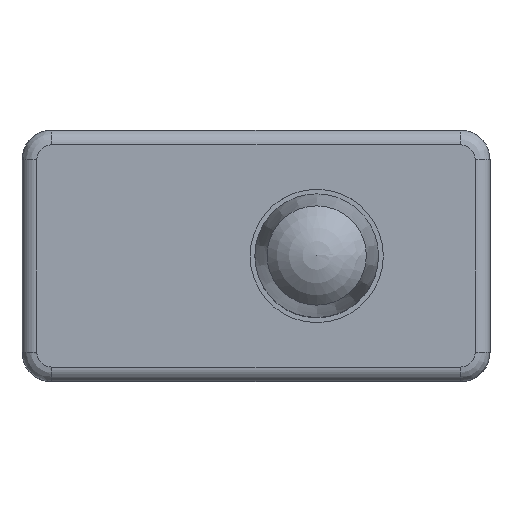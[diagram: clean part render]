
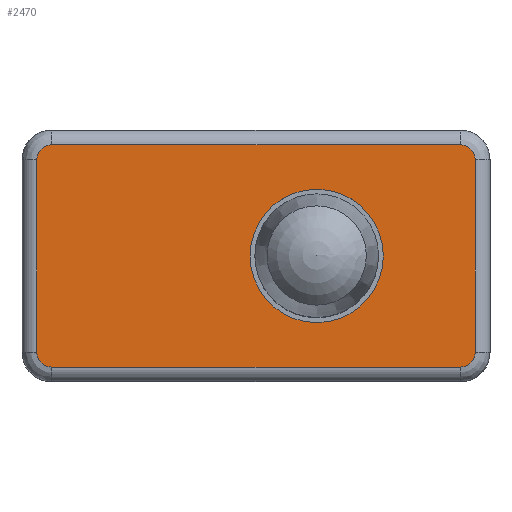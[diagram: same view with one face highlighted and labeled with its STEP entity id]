
A CAD part, top view. The second image highlights one B-rep face of the part: STEP entity #2470.
In plain terms, the highlighted planar face has unit normal (0, 0, 1).
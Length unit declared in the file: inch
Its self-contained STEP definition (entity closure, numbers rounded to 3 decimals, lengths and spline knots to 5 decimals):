
#2022=CARTESIAN_POINT('',(-0.70472,0.29528,0.07874));
#2023=VERTEX_POINT('',#2022);
#2031=CARTESIAN_POINT('',(0.38189,0.29528,0.07874));
#2032=VERTEX_POINT('',#2031);
#2033=CARTESIAN_POINT('',(-0.70472,0.29528,0.07874));
#2034=DIRECTION('',(1.0,0.0,0.0));
#2035=VECTOR('',#2034,1.08661);
#2036=LINE('',#2033,#2035);
#2037=EDGE_CURVE('',#2023,#2032,#2036,.T.);
#2076=CARTESIAN_POINT('',(-0.74409,0.25591,0.07874));
#2077=VERTEX_POINT('',#2076);
#2085=CARTESIAN_POINT('',(-0.70472,0.25591,0.07874));
#2086=DIRECTION('',(0.0,0.0,-1.0));
#2087=DIRECTION('',(-0.707,0.707,0.0));
#2088=AXIS2_PLACEMENT_3D('',#2085,#2086,#2087);
#2089=CIRCLE('',#2088,0.03937);
#2090=EDGE_CURVE('',#2077,#2023,#2089,.T.);
#2126=CARTESIAN_POINT('',(0.42126,0.25591,0.07874));
#2127=VERTEX_POINT('',#2126);
#2145=CARTESIAN_POINT('',(0.38189,0.25591,0.07874));
#2146=DIRECTION('',(0.0,0.0,-1.0));
#2147=DIRECTION('',(0.707,0.707,0.0));
#2148=AXIS2_PLACEMENT_3D('',#2145,#2146,#2147);
#2149=CIRCLE('',#2148,0.03937);
#2150=EDGE_CURVE('',#2032,#2127,#2149,.T.);
#2162=CARTESIAN_POINT('',(-0.74409,-0.25591,0.07874));
#2163=VERTEX_POINT('',#2162);
#2171=CARTESIAN_POINT('',(-0.74409,-0.25591,0.07874));
#2172=DIRECTION('',(0.0,1.0,0.0));
#2173=VECTOR('',#2172,0.51181);
#2174=LINE('',#2171,#2173);
#2175=EDGE_CURVE('',#2163,#2077,#2174,.T.);
#2192=CARTESIAN_POINT('',(0.42126,-0.25591,0.07874));
#2193=VERTEX_POINT('',#2192);
#2210=CARTESIAN_POINT('',(0.42126,0.25591,0.07874));
#2211=DIRECTION('',(0.0,-1.0,0.0));
#2212=VECTOR('',#2211,0.51181);
#2213=LINE('',#2210,#2212);
#2214=EDGE_CURVE('',#2127,#2193,#2213,.T.);
#2238=CARTESIAN_POINT('',(-0.70472,-0.29528,0.07874));
#2239=VERTEX_POINT('',#2238);
#2247=CARTESIAN_POINT('',(-0.70472,-0.25591,0.07874));
#2248=DIRECTION('',(0.0,0.0,-1.0));
#2249=DIRECTION('',(-0.707,-0.707,0.0));
#2250=AXIS2_PLACEMENT_3D('',#2247,#2248,#2249);
#2251=CIRCLE('',#2250,0.03937);
#2252=EDGE_CURVE('',#2239,#2163,#2251,.T.);
#2288=CARTESIAN_POINT('',(0.38189,-0.29528,0.07874));
#2289=VERTEX_POINT('',#2288);
#2307=CARTESIAN_POINT('',(0.38189,-0.25591,0.07874));
#2308=DIRECTION('',(0.0,0.0,-1.0));
#2309=DIRECTION('',(0.707,-0.707,0.0));
#2310=AXIS2_PLACEMENT_3D('',#2307,#2308,#2309);
#2311=CIRCLE('',#2310,0.03937);
#2312=EDGE_CURVE('',#2193,#2289,#2311,.T.);
#2330=CARTESIAN_POINT('',(0.38189,-0.29528,0.07874));
#2331=DIRECTION('',(-1.0,0.0,0.0));
#2332=VECTOR('',#2331,1.08661);
#2333=LINE('',#2330,#2332);
#2334=EDGE_CURVE('',#2289,#2239,#2333,.T.);
#2444=CARTESIAN_POINT('',(-0.80236,-0.3248,0.07874));
#2445=DIRECTION('',(0.0,0.0,1.0));
#2446=DIRECTION('',(1.0,0.0,0.0));
#2447=AXIS2_PLACEMENT_3D('',#2444,#2445,#2446);
#2448=PLANE('',#2447);
#2449=ORIENTED_EDGE('',*,*,#2037,.F.);
#2450=ORIENTED_EDGE('',*,*,#2090,.F.);
#2451=ORIENTED_EDGE('',*,*,#2175,.F.);
#2452=ORIENTED_EDGE('',*,*,#2252,.F.);
#2453=ORIENTED_EDGE('',*,*,#2334,.F.);
#2454=ORIENTED_EDGE('',*,*,#2312,.F.);
#2455=ORIENTED_EDGE('',*,*,#2214,.F.);
#2456=ORIENTED_EDGE('',*,*,#2150,.F.);
#2457=EDGE_LOOP('',(#2449,#2450,#2451,#2452,#2453,#2454,#2455,#2456));
#2458=FACE_OUTER_BOUND('',#2457,.T.);
#2459=CARTESIAN_POINT('',(0.17717,0.,0.07874));
#2460=VERTEX_POINT('',#2459);
#2461=CARTESIAN_POINT('',(0.0,0.0,0.07874));
#2462=DIRECTION('',(0.0,0.0,-1.0));
#2463=DIRECTION('',(-1.0,0.0,0.0));
#2464=AXIS2_PLACEMENT_3D('',#2461,#2462,#2463);
#2465=CIRCLE('',#2464,0.17717);
#2466=EDGE_CURVE('',#2460,#2460,#2465,.T.);
#2467=ORIENTED_EDGE('',*,*,#2466,.T.);
#2468=EDGE_LOOP('',(#2467));
#2469=FACE_BOUND('',#2468,.T.);
#2470=ADVANCED_FACE('',(#2458,#2469),#2448,.T.);
